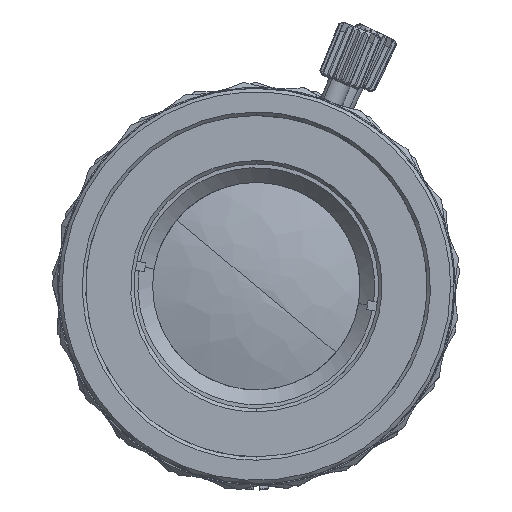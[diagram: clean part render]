
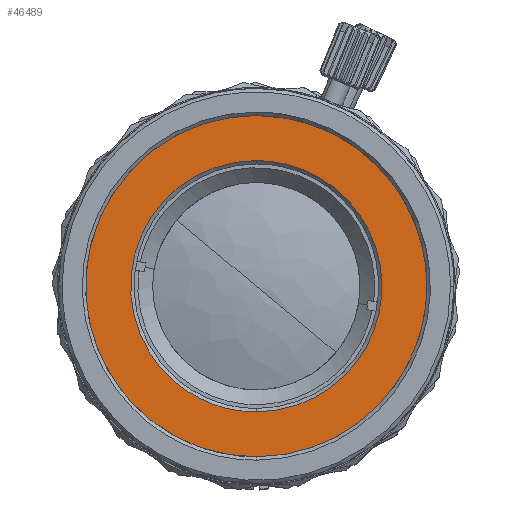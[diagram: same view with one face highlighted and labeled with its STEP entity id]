
A CAD part, top view. The second image highlights one B-rep face of the part: STEP entity #46489.
In plain terms, the highlighted free-form (B-spline) face has degree [1, 1] with [2, 2] control points.
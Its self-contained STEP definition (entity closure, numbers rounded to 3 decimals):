
#1475 =( BOUNDED_CURVE ( )  B_SPLINE_CURVE ( 3, ( #23665, #37462, #22098, #3979, #43730, #25640, #22972 ),
 .UNSPECIFIED., .F., .F. ) 
 B_SPLINE_CURVE_WITH_KNOTS ( ( 4, 3, 4 ),
 ( -3.142, -1.571, 0. ),
 .UNSPECIFIED. ) 
 CURVE ( )  GEOMETRIC_REPRESENTATION_ITEM ( )  RATIONAL_B_SPLINE_CURVE ( ( 1., 0.805, 0.805, 1., 0.805, 0.805, 1. ) ) 
 REPRESENTATION_ITEM ( '' )  );
#1767 = ORIENTED_EDGE ( 'NONE', *, *, #22490, .F. ) ;
#2911 = CARTESIAN_POINT ( 'NONE',  ( 11.03, 0., 37.147 ) ) ;
#3720 =( BOUNDED_CURVE ( )  B_SPLINE_CURVE ( 3, ( #46508, #31076, #20380, #12990 ),
 .UNSPECIFIED., .F., .F. ) 
 B_SPLINE_CURVE_WITH_KNOTS ( ( 4, 4 ),
 ( -3.142, 0. ),
 .UNSPECIFIED. ) 
 CURVE ( )  GEOMETRIC_REPRESENTATION_ITEM ( )  RATIONAL_B_SPLINE_CURVE ( ( 1., 0.333, 0.333, 1. ) ) 
 REPRESENTATION_ITEM ( '' )  );
#3979 = CARTESIAN_POINT ( 'NONE',  ( 0., 15.48, 37.147 ) ) ;
#7160 = CARTESIAN_POINT ( 'NONE',  ( 15.666, 15.666, 37.147 ) ) ;
#7892 = CARTESIAN_POINT ( 'NONE',  ( 15.48, 0., 37.147 ) ) ;
#10086 = CARTESIAN_POINT ( 'NONE',  ( 11.03, -6.461, 37.147 ) ) ;
#10823 =( BOUNDED_CURVE ( )  B_SPLINE_CURVE ( 3, ( #40241, #40478, #11697, #15269 ),
 .UNSPECIFIED., .F., .F. ) 
 B_SPLINE_CURVE_WITH_KNOTS ( ( 4, 4 ),
 ( -6.283, -3.142 ),
 .UNSPECIFIED. ) 
 CURVE ( )  GEOMETRIC_REPRESENTATION_ITEM ( )  RATIONAL_B_SPLINE_CURVE ( ( 1., 0.333, 0.333, 1. ) ) 
 REPRESENTATION_ITEM ( '' )  );
#11697 = CARTESIAN_POINT ( 'NONE',  ( -15.48, -30.96, 37.147 ) ) ;
#12990 = CARTESIAN_POINT ( 'NONE',  ( 0., -11.03, 37.147 ) ) ;
#13366 = CARTESIAN_POINT ( 'NONE',  ( 15.666, -15.666, 37.147 ) ) ;
#15269 = CARTESIAN_POINT ( 'NONE',  ( -15.48, 0., 37.147 ) ) ;
#16009 = VERTEX_POINT ( 'NONE', #41358 ) ;
#16506 = CARTESIAN_POINT ( 'NONE',  ( 6.461, -11.03, 37.147 ) ) ;
#16688 =( BOUNDED_CURVE ( )  B_SPLINE_CURVE ( 3, ( #42665, #16506, #10086, #2911, #24592, #39067, #20555 ),
 .UNSPECIFIED., .F., .F. ) 
 B_SPLINE_CURVE_WITH_KNOTS ( ( 4, 3, 4 ),
 ( -3.142, -1.571, 0. ),
 .UNSPECIFIED. ) 
 CURVE ( )  GEOMETRIC_REPRESENTATION_ITEM ( )  RATIONAL_B_SPLINE_CURVE ( ( 1., 0.805, 0.805, 1., 0.805, 0.805, 1. ) ) 
 REPRESENTATION_ITEM ( '' )  );
#20380 = CARTESIAN_POINT ( 'NONE',  ( -22.06, -11.03, 37.147 ) ) ;
#20555 = CARTESIAN_POINT ( 'NONE',  ( 0., 11.03, 37.147 ) ) ;
#21230 = FACE_BOUND ( 'NONE', #38435, .T. ) ;
#21998 = EDGE_LOOP ( 'NONE', ( #37859, #29601 ) ) ;
#22098 = CARTESIAN_POINT ( 'NONE',  ( -9.068, 15.48, 37.147 ) ) ;
#22490 = EDGE_CURVE ( 'NONE', #32561, #26321, #3720, .T. ) ;
#22972 = CARTESIAN_POINT ( 'NONE',  ( 15.48, 0., 37.147 ) ) ;
#23665 = CARTESIAN_POINT ( 'NONE',  ( -15.48, 0., 37.147 ) ) ;
#24592 = CARTESIAN_POINT ( 'NONE',  ( 11.03, 6.461, 37.147 ) ) ;
#24761 = EDGE_CURVE ( 'NONE', #28157, #16009, #10823, .T. ) ;
#24791 = FACE_OUTER_BOUND ( 'NONE', #21998, .T. ) ;
#25640 = CARTESIAN_POINT ( 'NONE',  ( 15.48, 9.068, 37.147 ) ) ;
#26321 = VERTEX_POINT ( 'NONE', #31986 ) ;
#28104 = CARTESIAN_POINT ( 'NONE',  ( -15.666, -15.666, 37.147 ) ) ;
#28157 = VERTEX_POINT ( 'NONE', #7892 ) ;
#29601 = ORIENTED_EDGE ( 'NONE', *, *, #30529, .F. ) ;
#30529 = EDGE_CURVE ( 'NONE', #16009, #28157, #1475, .T. ) ;
#31076 = CARTESIAN_POINT ( 'NONE',  ( -22.06, 11.03, 37.147 ) ) ;
#31452 = CARTESIAN_POINT ( 'NONE',  ( -15.666, 15.666, 37.147 ) ) ;
#31809 = B_SPLINE_SURFACE_WITH_KNOTS ( 'NONE', 1, 1, ( 
 ( #13366, #7160 ),
 ( #28104, #31452 ) ),
 .UNSPECIFIED., .F., .F., .F.,
 ( 2, 2 ),
 ( 2, 2 ),
 ( 0., 1. ),
 ( 0., 1. ),
 .UNSPECIFIED. ) ;
#31986 = CARTESIAN_POINT ( 'NONE',  ( 0., -11.03, 37.147 ) ) ;
#31997 = CARTESIAN_POINT ( 'NONE',  ( 0., 11.03, 37.147 ) ) ;
#32561 = VERTEX_POINT ( 'NONE', #31997 ) ;
#35021 = ORIENTED_EDGE ( 'NONE', *, *, #43306, .F. ) ;
#37462 = CARTESIAN_POINT ( 'NONE',  ( -15.48, 9.068, 37.147 ) ) ;
#37859 = ORIENTED_EDGE ( 'NONE', *, *, #24761, .F. ) ;
#38435 = EDGE_LOOP ( 'NONE', ( #1767, #35021 ) ) ;
#39067 = CARTESIAN_POINT ( 'NONE',  ( 6.461, 11.03, 37.147 ) ) ;
#40241 = CARTESIAN_POINT ( 'NONE',  ( 15.48, 0., 37.147 ) ) ;
#40478 = CARTESIAN_POINT ( 'NONE',  ( 15.48, -30.96, 37.147 ) ) ;
#41358 = CARTESIAN_POINT ( 'NONE',  ( -15.48, 0., 37.147 ) ) ;
#42665 = CARTESIAN_POINT ( 'NONE',  ( 0., -11.03, 37.147 ) ) ;
#43306 = EDGE_CURVE ( 'NONE', #26321, #32561, #16688, .T. ) ;
#43730 = CARTESIAN_POINT ( 'NONE',  ( 9.068, 15.48, 37.147 ) ) ;
#46489 = ADVANCED_FACE ( 'NONE', ( #21230, #24791 ), #31809, .F. ) ;
#46508 = CARTESIAN_POINT ( 'NONE',  ( 0., 11.03, 37.147 ) ) ;
